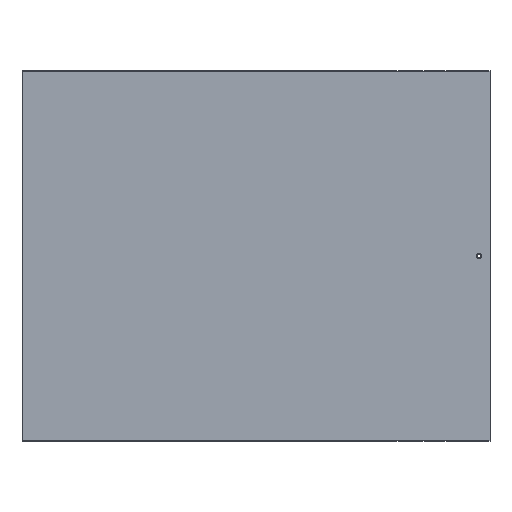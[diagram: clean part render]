
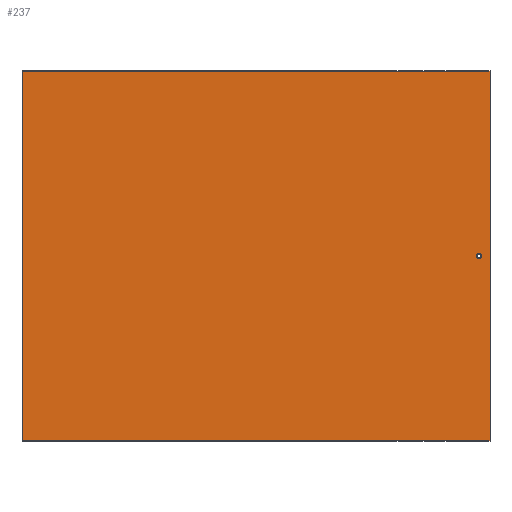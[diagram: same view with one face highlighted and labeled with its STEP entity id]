
A CAD part, front view. The second image highlights one B-rep face of the part: STEP entity #237.
In plain terms, the highlighted planar face has unit normal (0, -1, 0).
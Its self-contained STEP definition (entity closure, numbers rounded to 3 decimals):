
#151 = FACE_BOUND ( 'NONE', #1063, .T. ) ;
#154 = FACE_OUTER_BOUND ( 'NONE', #1072, .T. ) ;
#237 = ADVANCED_FACE ( 'NONE', ( #151, #154 ), #1506, .F. ) ;
#306 = LINE ( 'NONE', #1663, #308 ) ;
#308 = VECTOR ( 'NONE', #1677, 1000. ) ;
#321 = LINE ( 'NONE', #1689, #338 ) ;
#338 = VECTOR ( 'NONE', #1714, 1000. ) ;
#373 = CIRCLE ( 'NONE', #957, 3.5 ) ;
#374 = LINE ( 'NONE', #1760, #376 ) ;
#376 = VECTOR ( 'NONE', #1759, 1000. ) ;
#377 = LINE ( 'NONE', #1768, #379 ) ;
#379 = VECTOR ( 'NONE', #1299, 1000. ) ;
#481 = ORIENTED_EDGE ( 'NONE', *, *, #859, .F. ) ;
#482 = ORIENTED_EDGE ( 'NONE', *, *, #876, .F. ) ;
#483 = ORIENTED_EDGE ( 'NONE', *, *, #934, .T. ) ;
#484 = ORIENTED_EDGE ( 'NONE', *, *, #926, .T. ) ;
#485 = ORIENTED_EDGE ( 'NONE', *, *, #930, .F. ) ;
#554 = VERTEX_POINT ( 'NONE', #1581 ) ;
#556 = VERTEX_POINT ( 'NONE', #1583 ) ;
#771 = CARTESIAN_POINT ( 'NONE',  ( 631., 0., -499. ) ) ;
#783 = CARTESIAN_POINT ( 'NONE',  ( 0., 0., -499. ) ) ;
#859 = EDGE_CURVE ( 'NONE', #556, #554, #306, .T. ) ;
#876 = EDGE_CURVE ( 'NONE', #554, #1939, #321, .T. ) ;
#904 = CARTESIAN_POINT ( 'NONE',  ( 616., 0., -252.5 ) ) ;
#926 = EDGE_CURVE ( 'NONE', #556, #1951, #374, .T. ) ;
#930 = EDGE_CURVE ( 'NONE', #1260, #1260, #373, .T. ) ;
#934 = EDGE_CURVE ( 'NONE', #1951, #1939, #377, .T. ) ;
#957 = AXIS2_PLACEMENT_3D ( 'NONE', #1293, #1294, #1295 ) ;
#1063 = EDGE_LOOP ( 'NONE', ( #485 ) ) ;
#1072 = EDGE_LOOP ( 'NONE', ( #484, #483, #482, #481 ) ) ;
#1260 = VERTEX_POINT ( 'NONE', #904 ) ;
#1285 = AXIS2_PLACEMENT_3D ( 'NONE', #1507, #1511, #1512 ) ;
#1293 = CARTESIAN_POINT ( 'NONE',  ( 616., 0., -249. ) ) ;
#1294 = DIRECTION ( 'NONE',  ( 0., -1., 0. ) ) ;
#1295 = DIRECTION ( 'NONE',  ( 0., 0., -1. ) ) ;
#1299 = DIRECTION ( 'NONE',  ( 1., 0., 0. ) ) ;
#1506 = PLANE ( 'NONE',  #1285 ) ;
#1507 = CARTESIAN_POINT ( 'NONE',  ( 0., 0., 1. ) ) ;
#1511 = DIRECTION ( 'NONE',  ( 0., 1., 0. ) ) ;
#1512 = DIRECTION ( 'NONE',  ( 0., 0., 1. ) ) ;
#1581 = CARTESIAN_POINT ( 'NONE',  ( 631., 0., 1. ) ) ;
#1583 = CARTESIAN_POINT ( 'NONE',  ( 0., 0., 1. ) ) ;
#1663 = CARTESIAN_POINT ( 'NONE',  ( 0., 0., 1. ) ) ;
#1677 = DIRECTION ( 'NONE',  ( 1., 0., 0. ) ) ;
#1689 = CARTESIAN_POINT ( 'NONE',  ( 631., 0., 1. ) ) ;
#1714 = DIRECTION ( 'NONE',  ( 0., 0., -1. ) ) ;
#1759 = DIRECTION ( 'NONE',  ( 0., 0., -1. ) ) ;
#1760 = CARTESIAN_POINT ( 'NONE',  ( 0., 0., 1. ) ) ;
#1768 = CARTESIAN_POINT ( 'NONE',  ( 0., 0., -499. ) ) ;
#1939 = VERTEX_POINT ( 'NONE', #771 ) ;
#1951 = VERTEX_POINT ( 'NONE', #783 ) ;
